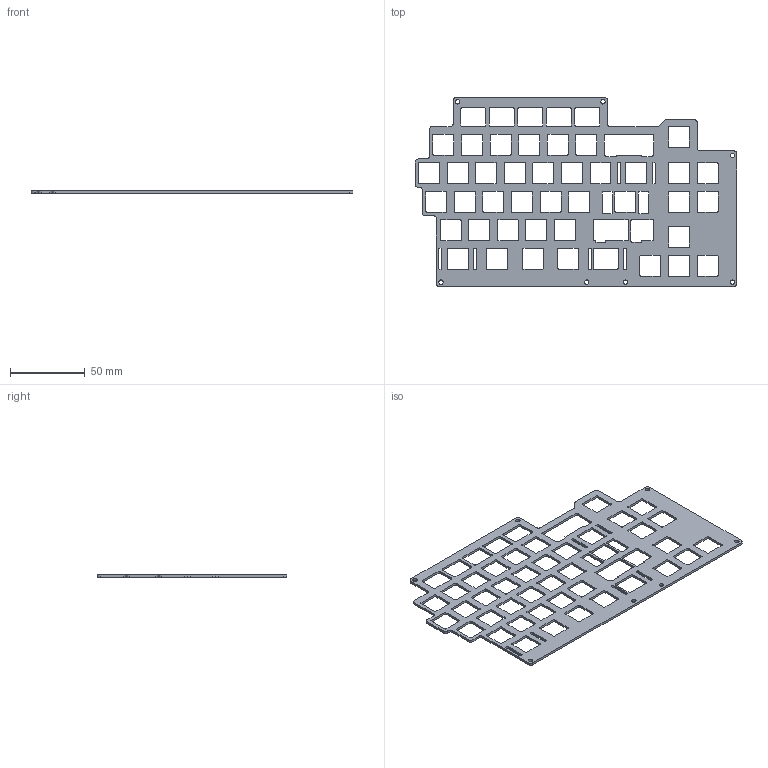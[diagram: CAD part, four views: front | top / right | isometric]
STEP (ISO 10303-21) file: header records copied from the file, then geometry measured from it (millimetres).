
FILE_DESCRIPTION(('KiCad electronic assembly'),'2;1');
FILE_NAME('plate-right.step','2022-07-30T00:27:26',('Pcbnew'),('Kicad'), 'Open CASCADE STEP processor 7.6','KiCad to STEP converter','Unknown' );
FILE_SCHEMA(('AUTOMOTIVE_DESIGN { 1 0 10303 214 1 1 1 1 }'));
Length unit declared in the file: millimetre
Products named in the file (2): plate-right 1; plate-right PCB
Assembly tree (1 placements, depth 2):
  plate-right 1
    plate-right PCB
Bounding box: 214.76 x 126.3 x 1.6 mm (x, y, z)
Volume: 21255.5 mm3; surface area: 32551.6 mm2
Topology: 1 solids, 1 shells, 514 faces, 1536 edges, 1024 vertices
Faces by surface type: plane 258, cylinder 256
Full cylindrical faces by diameter (mm): 2.9 x7
Entity records: 37699 total; most frequent: DIRECTION 6152, CARTESIAN_POINT 6148, LINE 3584, VECTOR 3584, ORIENTED_EDGE 3072, PCURVE 3072, DEFINITIONAL_REPRESENTATION 3072, EDGE_CURVE 1536
